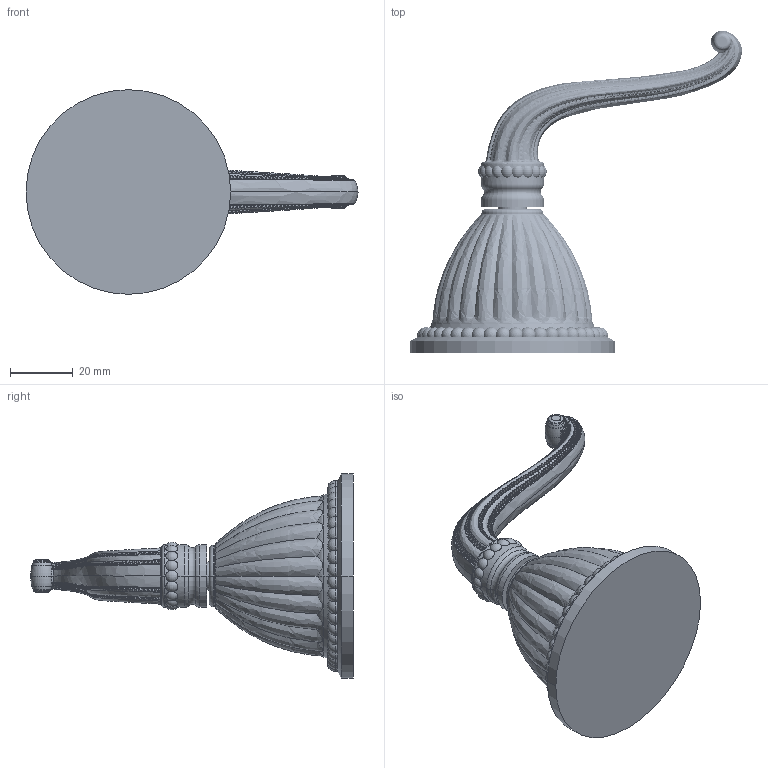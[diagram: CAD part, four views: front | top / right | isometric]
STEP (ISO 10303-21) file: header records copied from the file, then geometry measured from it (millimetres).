
FILE_DESCRIPTION((''),'2;1');
FILE_NAME('3-248','2024-07-31T17:02:52',('rsmith'),(''),'CREO PARAMETRIC BY PTC INC, 2023134','CREO PARAMETRIC BY PTC INC, 2023134','');
FILE_SCHEMA(('CONFIG_CONTROL_DESIGN'));
Products named in the file (1): 3-248
Bounding box: 105.87 x 102.93 x 65.28 mm (x, y, z)
Volume: 88288.4 mm3; surface area: 20068 mm2
Topology: 1 solids, 1 shells, 3109 faces, 9063 edges, 5921 vertices
Faces by surface type: bspline 1535, cylinder 1100, plane 330, sphere 90, revolution 30, torus 20, cone 4
Entity records: 159095 total; most frequent: CARTESIAN_POINT 95082, ORIENTED_EDGE 17942, EDGE_CURVE 8971, B_SPLINE_CURVE_WITH_KNOTS 6929, DIRECTION 6160, VERTEX_POINT 5921, EDGE_LOOP 3166, FACE_OUTER_BOUND 3109
